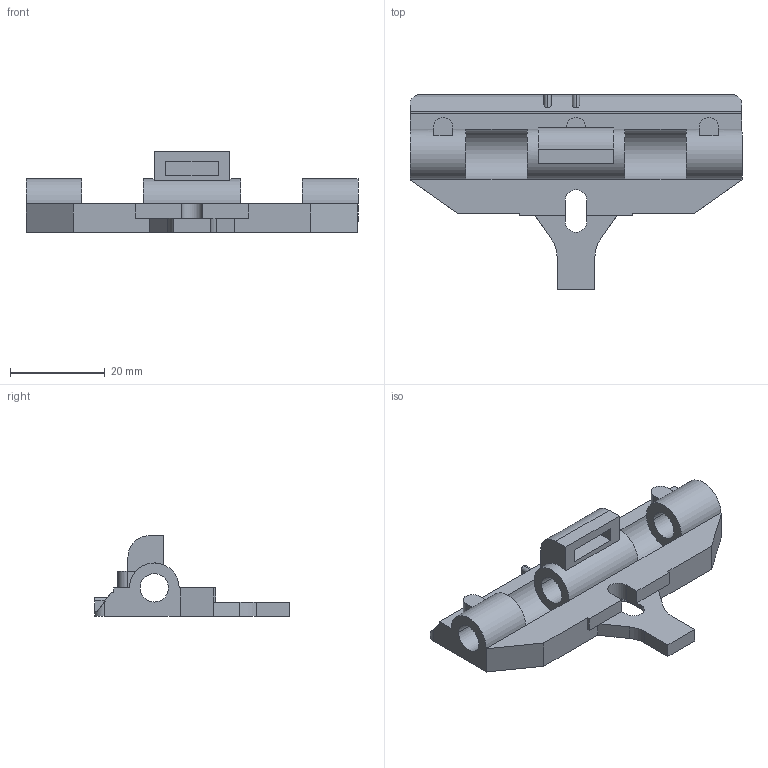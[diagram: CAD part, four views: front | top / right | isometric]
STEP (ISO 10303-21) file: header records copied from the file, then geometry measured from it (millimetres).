
FILE_DESCRIPTION (( 'STEP AP214' ), '1' );
FILE_NAME ('×àñòü ïîäâèæíîé ãîëîâêè áîëüøàÿ.STEP', '2023-12-12T17:05:02', ( '' ), ( '' ), 'SwSTEP 2.0', 'SolidWorks 2022', '' );
FILE_SCHEMA (( 'AUTOMOTIVE_DESIGN' ));
Length unit declared in the file: millimetre
Products named in the file (1): Часть подвижной головки большая
Bounding box: 70 x 41 x 17 mm (x, y, z)
Volume: 9741.9 mm3; surface area: 6708.8 mm2
Topology: 1 solids, 1 shells, 86 faces, 238 edges, 154 vertices
Faces by surface type: plane 59, cylinder 25, cone 2
Entity records: 2774 total; most frequent: CARTESIAN_POINT 497, ORIENTED_EDGE 476, DIRECTION 460, EDGE_CURVE 238, VECTOR 178, LINE 178, VERTEX_POINT 154, AXIS2_PLACEMENT_3D 141
